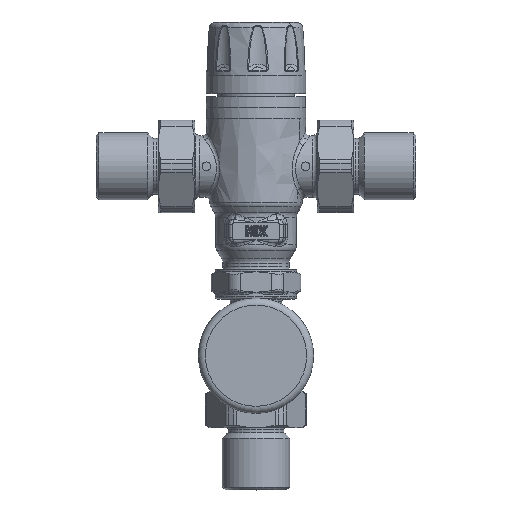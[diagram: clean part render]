
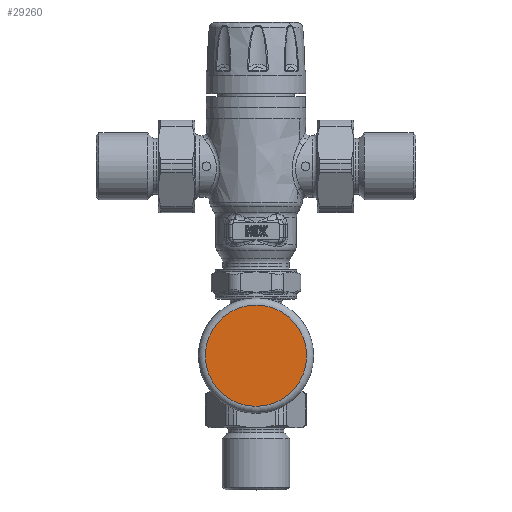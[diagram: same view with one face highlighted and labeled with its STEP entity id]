
A CAD part, top view. The second image highlights one B-rep face of the part: STEP entity #29260.
In plain terms, the highlighted planar face has unit normal (0, 0, 1).
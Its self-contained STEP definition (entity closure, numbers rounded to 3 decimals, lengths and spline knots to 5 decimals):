
#1766=PLANE('',#32058);
#3318=FACE_OUTER_BOUND('',#5203,.T.);
#5203=EDGE_LOOP('',(#23826));
#6783=CIRCLE('',#32052,0.905);
#12474=VERTEX_POINT('',#90504);
#16288=EDGE_CURVE('',#12474,#12474,#6783,.T.);
#23826=ORIENTED_EDGE('',*,*,#16288,.F.);
#29260=ADVANCED_FACE('',(#3318),#1766,.T.);
#32052=AXIS2_PLACEMENT_3D('',#90505,#38497,#38498);
#32058=AXIS2_PLACEMENT_3D('',#90515,#38510,#38511);
#38497=DIRECTION('center_axis',(0.,0.,
-1.));
#38498=DIRECTION('ref_axis',(0.,1.,0.));
#38510=DIRECTION('center_axis',(0.,0.,
1.));
#38511=DIRECTION('ref_axis',(0.,-1.,0.));
#90504=CARTESIAN_POINT('',(0.,-2.48083,1.4924));
#90505=CARTESIAN_POINT('Origin',(0.,-3.38583,
1.4924));
#90515=CARTESIAN_POINT('Origin',(0.,-3.38583,
1.4924));
